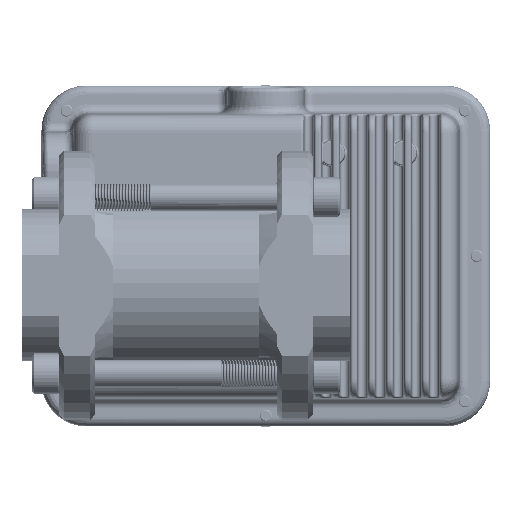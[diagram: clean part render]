
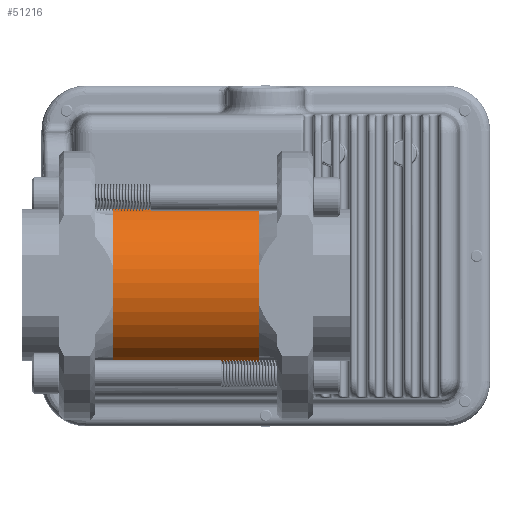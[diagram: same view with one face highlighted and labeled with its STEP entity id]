
A CAD part, front view. The second image highlights one B-rep face of the part: STEP entity #51216.
In plain terms, the highlighted cylindrical face has radius 29.985 mm (diameter 59.969 mm), a partial arc.
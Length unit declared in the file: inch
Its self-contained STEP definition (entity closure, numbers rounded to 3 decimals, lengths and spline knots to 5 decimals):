
#838 = EDGE_CURVE ( 'NONE', #32909, #31201, #136229, .T. ) ;
#12629 = CIRCLE ( 'NONE', #111573, 1.1805 ) ;
#16340 = EDGE_CURVE ( 'NONE', #73864, #32909, #50815, .T. ) ;
#29898 = ORIENTED_EDGE ( 'NONE', *, *, #38995, .F. ) ;
#31201 = VERTEX_POINT ( 'NONE', #58152 ) ;
#32699 = CARTESIAN_POINT ( 'NONE',  ( 1.125, 0., 1.1805 ) ) ;
#32909 = VERTEX_POINT ( 'NONE', #109781 ) ;
#33663 = DIRECTION ( 'NONE',  ( 1., 0., 0. ) ) ;
#35269 = EDGE_CURVE ( 'NONE', #128107, #73864, #167818, .T. ) ;
#38995 = EDGE_CURVE ( 'NONE', #128107, #31201, #12629, .T. ) ;
#50815 = CIRCLE ( 'NONE', #180293, 1.1805 ) ;
#51216 = ADVANCED_FACE ( 'NONE', ( #112713 ), #177905, .T. ) ;
#56969 = VECTOR ( 'NONE', #74094, 39.37008 ) ;
#58152 = CARTESIAN_POINT ( 'NONE',  ( 1.125, -0.064, -1.17876 ) ) ;
#59818 = ORIENTED_EDGE ( 'NONE', *, *, #35269, .T. ) ;
#64141 = CARTESIAN_POINT ( 'NONE',  ( -1.125, 0., 0. ) ) ;
#66185 = CARTESIAN_POINT ( 'NONE',  ( 1.125, -0.064, -1.17876 ) ) ;
#69773 = AXIS2_PLACEMENT_3D ( 'NONE', #88349, #116236, #171499 ) ;
#73864 = VERTEX_POINT ( 'NONE', #114876 ) ;
#74094 = DIRECTION ( 'NONE',  ( -1., 0., 0. ) ) ;
#78175 = DIRECTION ( 'NONE',  ( 0., 0., -1. ) ) ;
#88349 = CARTESIAN_POINT ( 'NONE',  ( 1.125, 0., 0. ) ) ;
#99381 = VECTOR ( 'NONE', #149984, 39.37008 ) ;
#109781 = CARTESIAN_POINT ( 'NONE',  ( -1.125, -0.064, -1.17876 ) ) ;
#111573 = AXIS2_PLACEMENT_3D ( 'NONE', #117002, #33663, #130909 ) ;
#112713 = FACE_OUTER_BOUND ( 'NONE', #149039, .T. ) ;
#114876 = CARTESIAN_POINT ( 'NONE',  ( -1.125, 0., 1.1805 ) ) ;
#116236 = DIRECTION ( 'NONE',  ( -1., 0., 0. ) ) ;
#116703 = ORIENTED_EDGE ( 'NONE', *, *, #16340, .T. ) ;
#117002 = CARTESIAN_POINT ( 'NONE',  ( 1.125, 0., 0. ) ) ;
#128107 = VERTEX_POINT ( 'NONE', #150176 ) ;
#130909 = DIRECTION ( 'NONE',  ( 0., 0., -1. ) ) ;
#136229 = LINE ( 'NONE', #66185, #99381 ) ;
#149039 = EDGE_LOOP ( 'NONE', ( #29898, #59818, #116703, #158518 ) ) ;
#149984 = DIRECTION ( 'NONE',  ( 1., 0., 0. ) ) ;
#150176 = CARTESIAN_POINT ( 'NONE',  ( 1.125, 0., 1.1805 ) ) ;
#158518 = ORIENTED_EDGE ( 'NONE', *, *, #838, .T. ) ;
#161312 = DIRECTION ( 'NONE',  ( 1., 0., 0. ) ) ;
#167818 = LINE ( 'NONE', #32699, #56969 ) ;
#171499 = DIRECTION ( 'NONE',  ( 0., 0., 1. ) ) ;
#177905 = CYLINDRICAL_SURFACE ( 'NONE', #69773, 1.1805 ) ;
#180293 = AXIS2_PLACEMENT_3D ( 'NONE', #64141, #161312, #78175 ) ;
